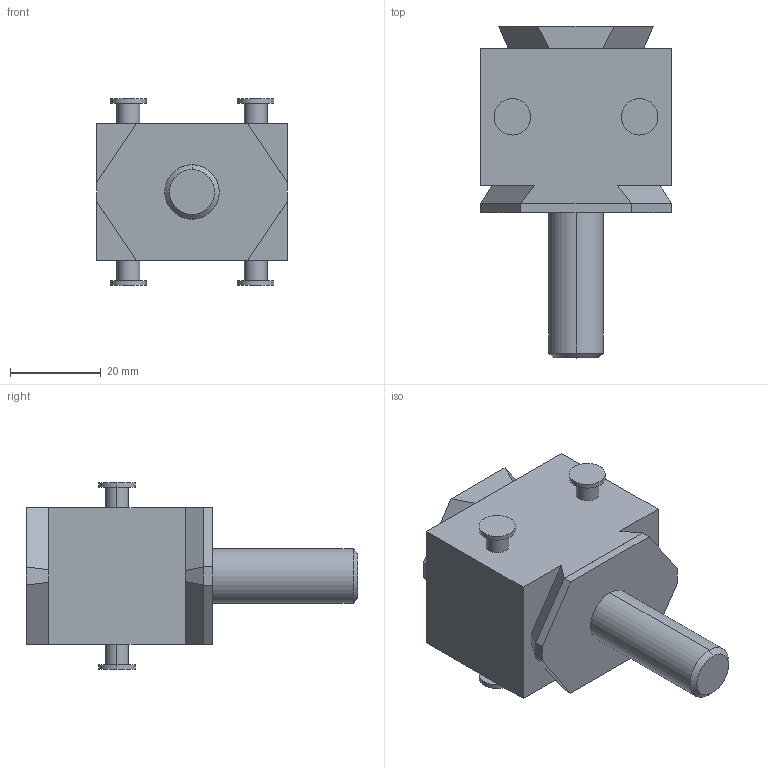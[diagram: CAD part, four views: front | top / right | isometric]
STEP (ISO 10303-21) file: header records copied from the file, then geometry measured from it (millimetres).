
FILE_DESCRIPTION( ( '' ), '1' );
FILE_NAME( '04527-12 (42).stp', '2012-10-29T12:54:06', ( '' ), ( '' ), ' ', ' ', ' ' );
FILE_SCHEMA( ( 'CONFIG_CONTROL_DESIGN' ) );
Length unit declared in the file: millimetre
Products named in the file (1): 1
Bounding box: 42 x 72.99 x 41 mm (x, y, z)
Volume: 49905.8 mm3; surface area: 11939.5 mm2
Topology: 1 solids, 1 shells, 96 faces, 227 edges, 151 vertices
Faces by surface type: plane 70, cylinder 22, torus 2, cone 2
Entity records: 2800 total; most frequent: CARTESIAN_POINT 475, DIRECTION 474, ORIENTED_EDGE 454, EDGE_CURVE 227, LINE 174, VECTOR 174, VERTEX_POINT 151, AXIS2_PLACEMENT_3D 150
